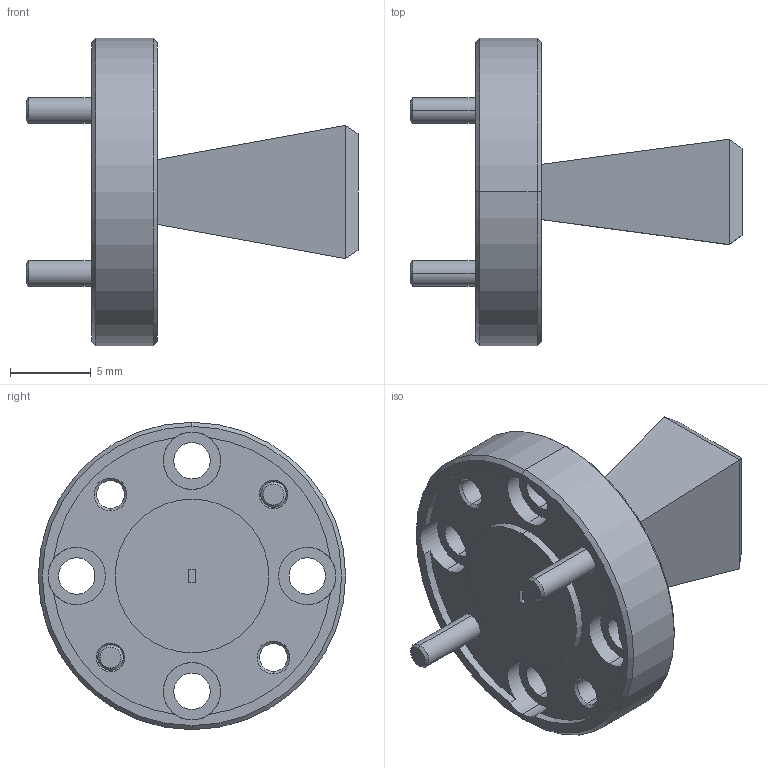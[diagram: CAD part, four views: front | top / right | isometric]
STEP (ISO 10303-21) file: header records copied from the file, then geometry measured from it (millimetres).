
FILE_DESCRIPTION (( 'STEP AP203' ), '1' );
FILE_NAME ('AR-031-A.STEP', '2022-03-09T18:59:36', ( '' ), ( '' ), 'SwSTEP 2.0', 'SolidWorks 2021', '' );
FILE_SCHEMA (( 'CONFIG_CONTROL_DESIGN' ));
Length unit declared in the file: inch
Products named in the file (3): AR-031-A; DMAR-03-804-A1 DF; PHW-DPXXXX-Y_PHW-DP0631-W
Assembly tree (3 placements, depth 2):
  AR-031-A
    DMAR-03-804-A1 DF
    PHW-DPXXXX-Y_PHW-DP0631-W  x2
Bounding box: 20.57 x 19.05 x 19.05 mm (x, y, z)
Volume: 1395.5 mm3; surface area: 1377.9 mm2
Topology: 3 solids, 3 shells, 82 faces, 196 edges, 124 vertices
Faces by surface type: cylinder 36, plane 26, cone 20
Entity records: 2585 total; most frequent: DIRECTION 434, CARTESIAN_POINT 378, ORIENTED_EDGE 364, EDGE_CURVE 182, AXIS2_PLACEMENT_3D 172, VERTEX_POINT 116, EDGE_LOOP 94, CIRCLE 92
